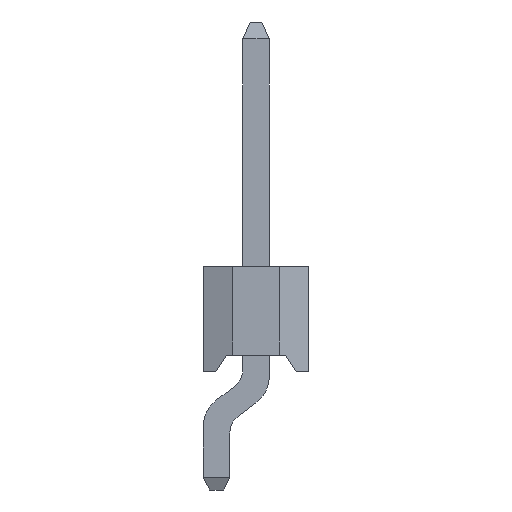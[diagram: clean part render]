
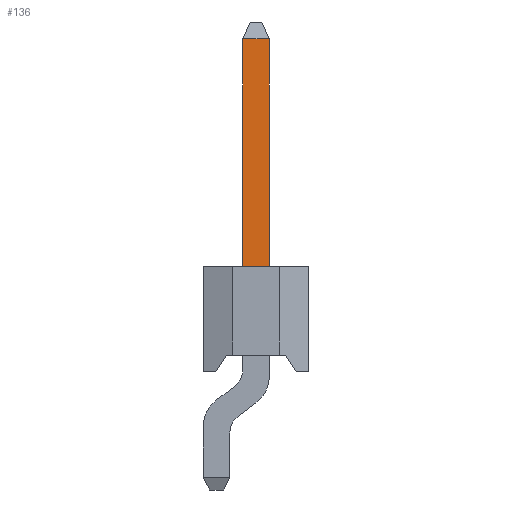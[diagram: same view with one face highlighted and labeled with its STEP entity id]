
A CAD part, left-side view. The second image highlights one B-rep face of the part: STEP entity #136.
In plain terms, the highlighted planar face has unit normal (-1, 0, 0).
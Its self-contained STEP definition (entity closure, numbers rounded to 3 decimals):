
#136=ADVANCED_FACE('',(#550),#356,.T.);
#356=PLANE('',#4121);
#550=FACE_OUTER_BOUND('',#782,.T.);
#782=EDGE_LOOP('',(#1166,#1167,#1168,#1169));
#1166=ORIENTED_EDGE('',*,*,#2654,.T.);
#1167=ORIENTED_EDGE('',*,*,#2655,.T.);
#1168=ORIENTED_EDGE('',*,*,#2656,.F.);
#1169=ORIENTED_EDGE('',*,*,#2640,.F.);
#2266=VERTEX_POINT('',#5736);
#2267=VERTEX_POINT('',#5737);
#2274=VERTEX_POINT('',#5763);
#2275=VERTEX_POINT('',#5765);
#2640=EDGE_CURVE('',#2266,#2267,#3210,.T.);
#2654=EDGE_CURVE('',#2266,#2274,#3224,.T.);
#2655=EDGE_CURVE('',#2274,#2275,#3225,.T.);
#2656=EDGE_CURVE('',#2267,#2275,#3226,.T.);
#3210=LINE('',#5735,#3732);
#3224=LINE('',#5762,#3746);
#3225=LINE('',#5764,#3747);
#3226=LINE('',#5766,#3748);
#3732=VECTOR('',#4547,1.);
#3746=VECTOR('',#4571,1.);
#3747=VECTOR('',#4572,1.);
#3748=VECTOR('',#4573,1.);
#4121=AXIS2_PLACEMENT_3D('',#5767,#4574,#4575);
#4547=DIRECTION('',(0.,1.,0.));
#4571=DIRECTION('',(0.,0.,1.));
#4572=DIRECTION('',(0.,1.,0.));
#4573=DIRECTION('',(0.,0.,1.));
#4574=DIRECTION('',(-1.,0.,0.));
#4575=DIRECTION('',(0.,0.,1.));
#5735=CARTESIAN_POINT('',(0.955,0.935,2.1));
#5736=CARTESIAN_POINT('',(0.955,0.935,2.1));
#5737=CARTESIAN_POINT('',(0.955,1.565,2.1));
#5762=CARTESIAN_POINT('',(0.955,0.935,7.9));
#5763=CARTESIAN_POINT('',(0.955,0.935,7.5));
#5764=CARTESIAN_POINT('',(0.955,0.935,7.5));
#5765=CARTESIAN_POINT('',(0.955,1.565,7.5));
#5766=CARTESIAN_POINT('',(0.955,1.565,7.9));
#5767=CARTESIAN_POINT('',(0.955,0.935,2.1));
